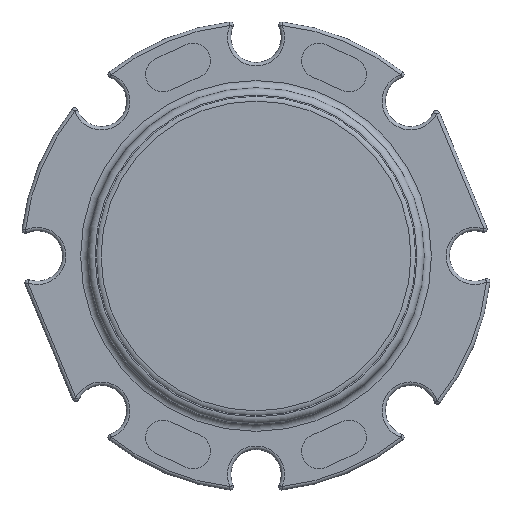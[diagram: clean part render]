
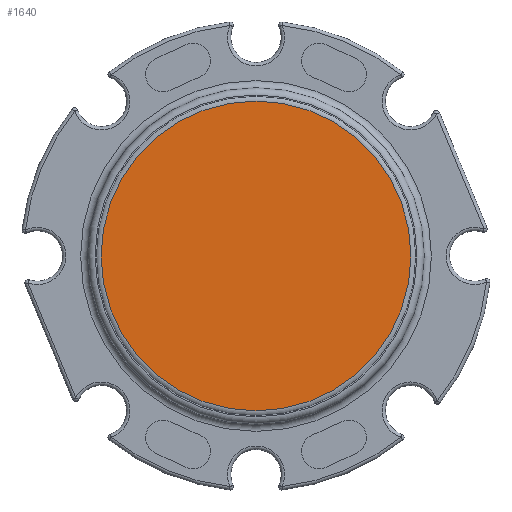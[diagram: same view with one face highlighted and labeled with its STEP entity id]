
A CAD part, top view. The second image highlights one B-rep face of the part: STEP entity #1640.
In plain terms, the highlighted planar face has unit normal (0, 0, 1).
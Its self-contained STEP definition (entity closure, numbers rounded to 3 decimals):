
#99=PLANE('',#1784);
#126=FACE_OUTER_BOUND('',#251,.T.);
#251=EDGE_LOOP('',(#1143));
#524=CIRCLE('',#1783,9.211);
#714=VERTEX_POINT('',#2817);
#864=EDGE_CURVE('',#714,#714,#524,.T.);
#1143=ORIENTED_EDGE('',*,*,#864,.F.);
#1640=ADVANCED_FACE('',(#126),#99,.T.);
#1783=AXIS2_PLACEMENT_3D('',#2818,#2153,#2154);
#1784=AXIS2_PLACEMENT_3D('',#2819,#2155,#2156);
#2153=DIRECTION('center_axis',(0.,0.,-1.));
#2154=DIRECTION('ref_axis',(1.,0.,0.));
#2155=DIRECTION('center_axis',(0.,0.,1.));
#2156=DIRECTION('ref_axis',(1.,0.,0.));
#2817=CARTESIAN_POINT('',(-9.211,0.,2.3));
#2818=CARTESIAN_POINT('Origin',(0.,0.,2.3));
#2819=CARTESIAN_POINT('Origin',(0.,0.,
2.3));
